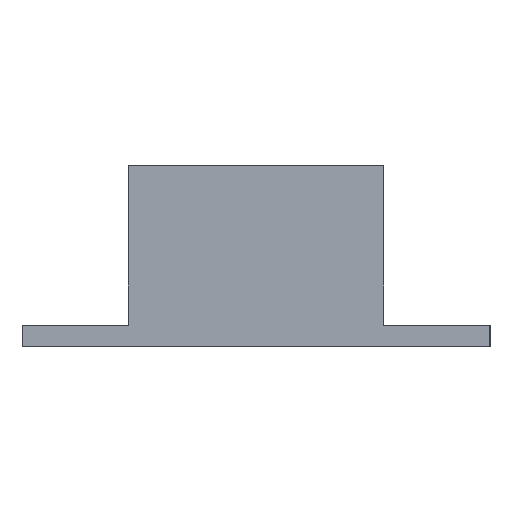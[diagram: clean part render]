
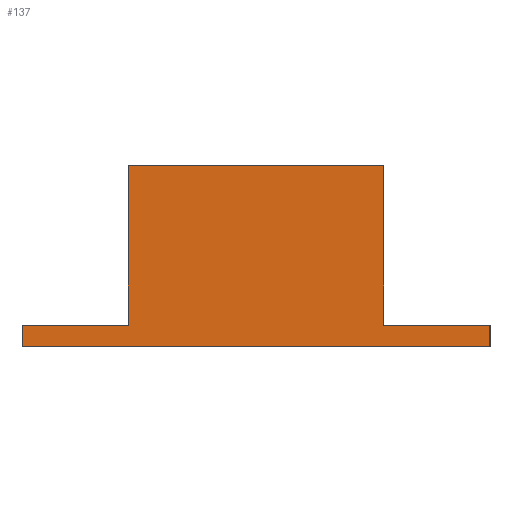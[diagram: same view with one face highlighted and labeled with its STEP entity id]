
A CAD part, left-side view. The second image highlights one B-rep face of the part: STEP entity #137.
In plain terms, the highlighted planar face has unit normal (-1, 0, 0).
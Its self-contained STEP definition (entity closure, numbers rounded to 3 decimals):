
#21 = EDGE_CURVE('',#22,#24,#26,.T.);
#22 = VERTEX_POINT('',#23);
#23 = CARTESIAN_POINT('',(0.1,4.4,0.1));
#24 = VERTEX_POINT('',#25);
#25 = CARTESIAN_POINT('',(0.1,-4.4,0.1));
#26 = LINE('',#27,#28);
#27 = CARTESIAN_POINT('',(0.1,4.5,0.1));
#28 = VECTOR('',#29,1.);
#29 = DIRECTION('',(0.,-1.,0.));
#137 = ADVANCED_FACE('',(#138),#195,.F.);
#138 = FACE_BOUND('',#139,.F.);
#139 = EDGE_LOOP('',(#140,#141,#149,#157,#165,#173,#181,#189));
#140 = ORIENTED_EDGE('',*,*,#21,.F.);
#141 = ORIENTED_EDGE('',*,*,#142,.F.);
#142 = EDGE_CURVE('',#143,#22,#145,.T.);
#143 = VERTEX_POINT('',#144);
#144 = CARTESIAN_POINT('',(0.1,4.4,0.5));
#145 = LINE('',#146,#147);
#146 = CARTESIAN_POINT('',(0.1,4.4,3.5));
#147 = VECTOR('',#148,1.);
#148 = DIRECTION('',(0.,0.,-1.));
#149 = ORIENTED_EDGE('',*,*,#150,.F.);
#150 = EDGE_CURVE('',#151,#143,#153,.T.);
#151 = VERTEX_POINT('',#152);
#152 = CARTESIAN_POINT('',(0.1,2.4,0.5));
#153 = LINE('',#154,#155);
#154 = CARTESIAN_POINT('',(0.1,0.,0.5));
#155 = VECTOR('',#156,1.);
#156 = DIRECTION('',(0.,1.,0.));
#157 = ORIENTED_EDGE('',*,*,#158,.F.);
#158 = EDGE_CURVE('',#159,#151,#161,.T.);
#159 = VERTEX_POINT('',#160);
#160 = CARTESIAN_POINT('',(0.1,2.4,3.5));
#161 = LINE('',#162,#163);
#162 = CARTESIAN_POINT('',(0.1,2.4,1.125));
#163 = VECTOR('',#164,1.);
#164 = DIRECTION('',(0.,0.,-1.));
#165 = ORIENTED_EDGE('',*,*,#166,.F.);
#166 = EDGE_CURVE('',#167,#159,#169,.T.);
#167 = VERTEX_POINT('',#168);
#168 = CARTESIAN_POINT('',(0.1,-2.4,3.5));
#169 = LINE('',#170,#171);
#170 = CARTESIAN_POINT('',(0.1,-4.5,3.5));
#171 = VECTOR('',#172,1.);
#172 = DIRECTION('',(0.,1.,0.));
#173 = ORIENTED_EDGE('',*,*,#174,.T.);
#174 = EDGE_CURVE('',#167,#175,#177,.T.);
#175 = VERTEX_POINT('',#176);
#176 = CARTESIAN_POINT('',(0.1,-2.4,0.5));
#177 = LINE('',#178,#179);
#178 = CARTESIAN_POINT('',(0.1,-2.4,1.125));
#179 = VECTOR('',#180,1.);
#180 = DIRECTION('',(0.,0.,-1.));
#181 = ORIENTED_EDGE('',*,*,#182,.F.);
#182 = EDGE_CURVE('',#183,#175,#185,.T.);
#183 = VERTEX_POINT('',#184);
#184 = CARTESIAN_POINT('',(0.1,-4.4,0.5));
#185 = LINE('',#186,#187);
#186 = CARTESIAN_POINT('',(0.1,0.,0.5));
#187 = VECTOR('',#188,1.);
#188 = DIRECTION('',(0.,1.,0.));
#189 = ORIENTED_EDGE('',*,*,#190,.F.);
#190 = EDGE_CURVE('',#24,#183,#191,.T.);
#191 = LINE('',#192,#193);
#192 = CARTESIAN_POINT('',(0.1,-4.4,0.));
#193 = VECTOR('',#194,1.);
#194 = DIRECTION('',(0.,0.,1.));
#195 = PLANE('',#196);
#196 = AXIS2_PLACEMENT_3D('',#197,#198,#199);
#197 = CARTESIAN_POINT('',(0.1,0.,1.75));
#198 = DIRECTION('',(1.,0.,0.));
#199 = DIRECTION('',(0.,0.,1.));
